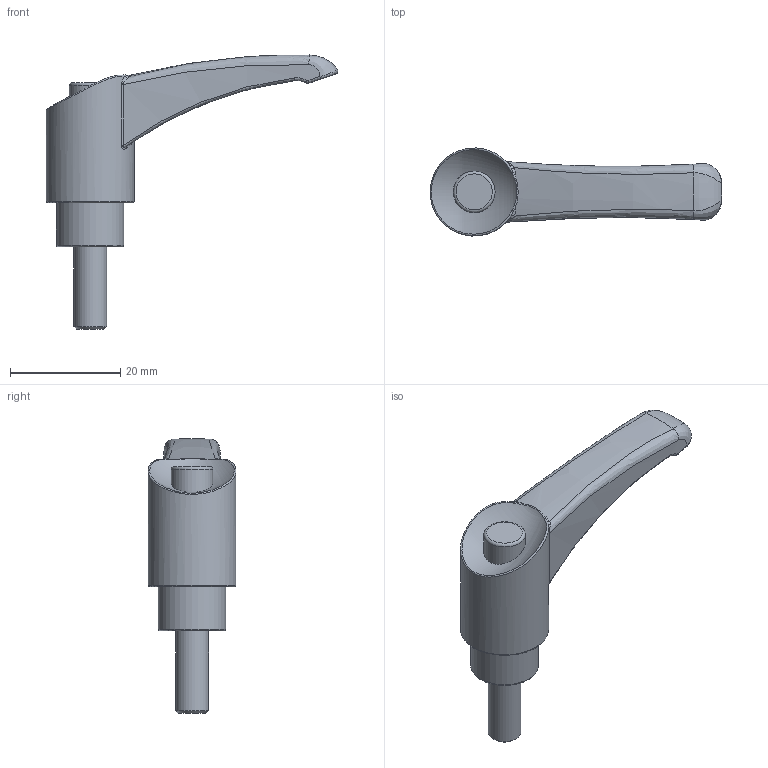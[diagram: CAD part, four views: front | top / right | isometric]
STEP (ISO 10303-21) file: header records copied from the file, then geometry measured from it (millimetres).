
FILE_DESCRIPTION( ( 'Unknown' ), '1' );
FILE_NAME( '7343020_LRP45_M06x15.stp', 'Unknown', ( 'Unknown' ), ( 'Unknown' ), 'PSStep 14.0', 'Unknown', ' ' );
FILE_SCHEMA( ( 'AUTOMOTIVE_DESIGN { 1 0 10303 214 1 1 1 1 }' ) );
Length unit declared in the file: millimetre
Products named in the file (1): 1
Bounding box: 53.01 x 15.99 x 49.91 mm (x, y, z)
Volume: 6956.2 mm3; surface area: 3764.1 mm2
Topology: 1 solids, 1 shells, 82 faces, 194 edges, 114 vertices
Faces by surface type: bspline 51, cylinder 11, torus 10, plane 7, cone 2, revolution 1
Full cylindrical faces by diameter (mm): 6 x1, 7.55 x1, 7.6 x1, 12.25 x1, 16 x1
Entity records: 11127 total; most frequent: CARTESIAN_POINT 9092, ORIENTED_EDGE 354, EDGE_CURVE 177, DIRECTION 157, B_SPLINE_CURVE_WITH_KNOTS 123, VERTEX_POINT 110, EDGE_LOOP 95, FACE_OUTER_BOUND 90
